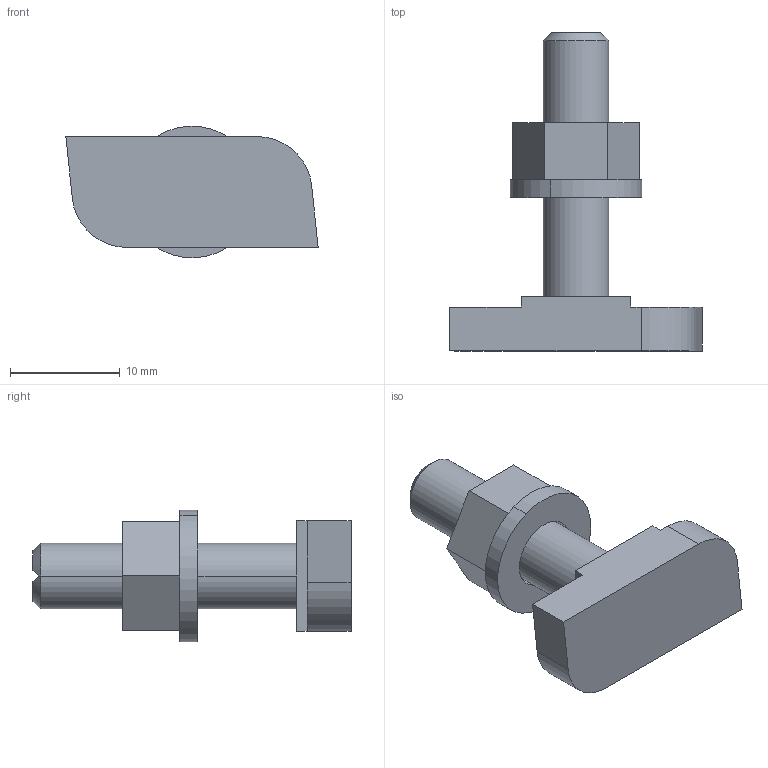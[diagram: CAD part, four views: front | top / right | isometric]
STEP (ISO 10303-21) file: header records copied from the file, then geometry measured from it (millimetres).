
FILE_DESCRIPTION (( 'STEP AP214' ), '1' );
FILE_NAME ('1148024.stp', '2017-04-07T07:23:08', ( '' ), ( '' ), 'SwSTEP 2.0', 'SolidWorks 2016', '' );
FILE_SCHEMA (( 'AUTOMOTIVE_DESIGN' ));
Length unit declared in the file: millimetre
Products named in the file (4): 106220_M6; 1148024; 018943_Hexagon Nut ISO - 4032 - M6 - D - N; 018942_Washer ISO 7089 - 6
Assembly tree (3 placements, depth 2):
  1148024
    106220_M6
    018942_Washer ISO 7089 - 6
    018943_Hexagon Nut ISO - 4032 - M6 - D - N
Bounding box: 23 x 29 x 11.99 mm (x, y, z)
Volume: 2104.7 mm3; surface area: 1806 mm2
Topology: 3 solids, 3 shells, 36 faces, 83 edges, 54 vertices
Faces by surface type: plane 24, cylinder 10, cone 2
Entity records: 1183 total; most frequent: CARTESIAN_POINT 191, DIRECTION 185, ORIENTED_EDGE 166, EDGE_CURVE 83, AXIS2_PLACEMENT_3D 64, VECTOR 57, LINE 57, VERTEX_POINT 54
